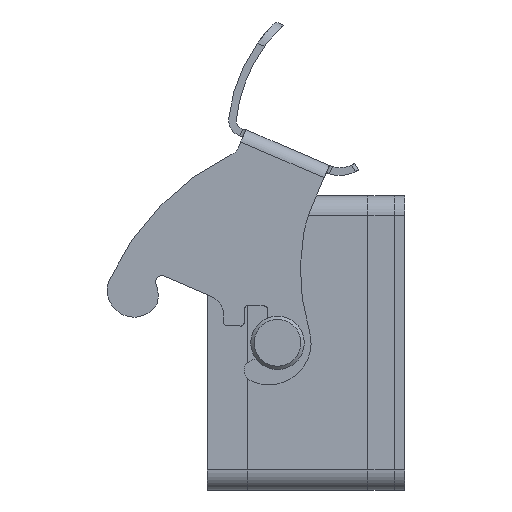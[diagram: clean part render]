
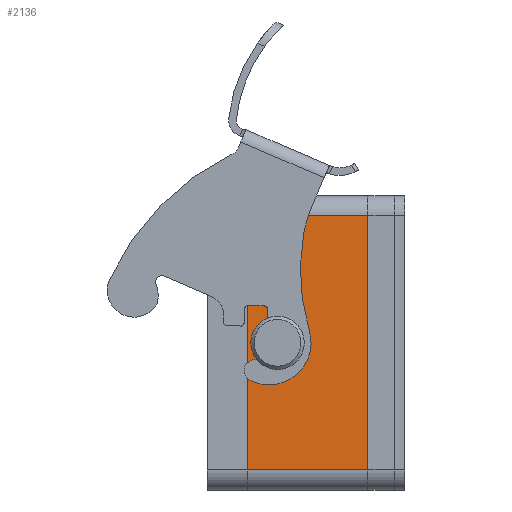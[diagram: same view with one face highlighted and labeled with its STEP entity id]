
A CAD part, left-side view. The second image highlights one B-rep face of the part: STEP entity #2136.
In plain terms, the highlighted planar face has unit normal (-1, 0, 0).
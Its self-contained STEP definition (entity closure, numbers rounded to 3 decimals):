
#939 = DIRECTION ( 'NONE',  ( 1., 0., 0. ) ) ;
#942 = DIRECTION ( 'NONE',  ( 0., 0., -1. ) ) ;
#955 = PLANE ( 'NONE',  #3286 ) ;
#956 = CARTESIAN_POINT ( 'NONE',  ( 10.75, 22., -41. ) ) ;
#2136 = ADVANCED_FACE ( 'NONE', ( #5268, #5269 ), #955, .F. ) ;
#2260 = EDGE_CURVE ( 'NONE', #5884, #5881, #4553, .T. ) ;
#2261 = EDGE_CURVE ( 'NONE', #5884, #5883, #4554, .T. ) ;
#2263 = EDGE_CURVE ( 'NONE', #4604, #4604, #7313, .T. ) ;
#2264 = EDGE_CURVE ( 'NONE', #5881, #5882, #4551, .T. ) ;
#2269 = EDGE_CURVE ( 'NONE', #5883, #5882, #4561, .T. ) ;
#2434 = CARTESIAN_POINT ( 'NONE',  ( 10.75, 17.5, -25.5 ) ) ;
#2831 = CARTESIAN_POINT ( 'NONE',  ( 10.75, 22., -41. ) ) ;
#2832 = CARTESIAN_POINT ( 'NONE',  ( 10.75, 22., -3. ) ) ;
#2834 = CARTESIAN_POINT ( 'NONE',  ( 10.75, 4., -3. ) ) ;
#2835 = CARTESIAN_POINT ( 'NONE',  ( 10.75, 4., -41. ) ) ;
#2913 = DIRECTION ( 'NONE',  ( 0., -1., 0. ) ) ;
#2915 = CARTESIAN_POINT ( 'NONE',  ( 10.75, 22., -3. ) ) ;
#2927 = DIRECTION ( 'NONE',  ( 0., 0., 1. ) ) ;
#2928 = CARTESIAN_POINT ( 'NONE',  ( 10.75, 4., -41. ) ) ;
#2930 = DIRECTION ( 'NONE',  ( 0., 0., -1. ) ) ;
#2932 = DIRECTION ( 'NONE',  ( -1., 0., 0. ) ) ;
#2933 = CARTESIAN_POINT ( 'NONE',  ( 10.75, 17.5, -22. ) ) ;
#2936 = DIRECTION ( 'NONE',  ( 0., 0., 1. ) ) ;
#2937 = CARTESIAN_POINT ( 'NONE',  ( 10.75, 22., -41. ) ) ;
#2938 = DIRECTION ( 'NONE',  ( 0., -1., 0. ) ) ;
#2939 = CARTESIAN_POINT ( 'NONE',  ( 10.75, 22., -41. ) ) ;
#3286 = AXIS2_PLACEMENT_3D ( 'NONE', #956, #939, #942 ) ;
#4551 = LINE ( 'NONE', #2928, #7315 ) ;
#4553 = LINE ( 'NONE', #2939, #7299 ) ;
#4554 = LINE ( 'NONE', #2937, #7324 ) ;
#4561 = LINE ( 'NONE', #2915, #7318 ) ;
#4604 = VERTEX_POINT ( 'NONE', #2434 ) ;
#5268 = FACE_OUTER_BOUND ( 'NONE', #6577, .T. ) ;
#5269 = FACE_BOUND ( 'NONE', #6579, .T. ) ;
#5881 = VERTEX_POINT ( 'NONE', #2835 ) ;
#5882 = VERTEX_POINT ( 'NONE', #2834 ) ;
#5883 = VERTEX_POINT ( 'NONE', #2832 ) ;
#5884 = VERTEX_POINT ( 'NONE', #2831 ) ;
#6577 = EDGE_LOOP ( 'NONE', ( #6673, #6671, #6672, #6670 ) ) ;
#6579 = EDGE_LOOP ( 'NONE', ( #6668 ) ) ;
#6668 = ORIENTED_EDGE ( 'NONE', *, *, #2263, .F. ) ;
#6670 = ORIENTED_EDGE ( 'NONE', *, *, #2260, .T. ) ;
#6671 = ORIENTED_EDGE ( 'NONE', *, *, #2269, .F. ) ;
#6672 = ORIENTED_EDGE ( 'NONE', *, *, #2261, .F. ) ;
#6673 = ORIENTED_EDGE ( 'NONE', *, *, #2264, .T. ) ;
#7299 = VECTOR ( 'NONE', #2938, 1000. ) ;
#7313 = CIRCLE ( 'NONE', #7322, 3.5 ) ;
#7315 = VECTOR ( 'NONE', #2927, 1000. ) ;
#7318 = VECTOR ( 'NONE', #2913, 1000. ) ;
#7322 = AXIS2_PLACEMENT_3D ( 'NONE', #2933, #2932, #2930 ) ;
#7324 = VECTOR ( 'NONE', #2936, 1000. ) ;
